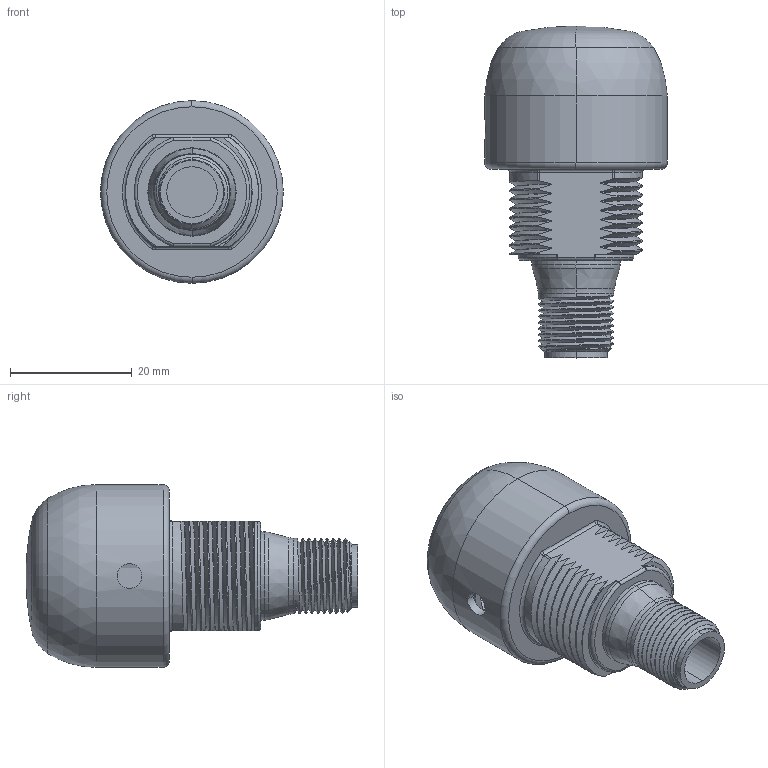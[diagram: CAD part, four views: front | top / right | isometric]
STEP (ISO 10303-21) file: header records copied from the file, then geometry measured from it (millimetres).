
FILE_DESCRIPTION((''),'2;1');
FILE_NAME('171611_ASM','2018-11-20T',('pdmadmin'),('BANNER ENGINEERING'),'CREO PARAMETRIC BY PTC INC, 2016260','CREO PARAMETRIC BY PTC INC, 2016260','');
FILE_SCHEMA(('CONFIG_CONTROL_DESIGN'));
Length unit declared in the file: millimetre
Products named in the file (5): 133592; 128008_AF0; 08427_AF0; 168909; 171611_ASM
Assembly tree (4 placements, depth 2):
  171611_ASM
    133592
    128008_AF0
    08427_AF0
    168909
Bounding box: 30 x 54.5 x 30 mm (x, y, z)
Volume: 10172.2 mm3; surface area: 11383.2 mm2
Topology: 4 solids, 4 shells, 419 faces, 1061 edges, 668 vertices
Faces by surface type: cylinder 141, bspline 107, plane 92, torus 32, cone 30, sphere 17
Entity records: 28487 total; most frequent: CARTESIAN_POINT 19115, ORIENTED_EDGE 2118, DIRECTION 1678, EDGE_CURVE 1059, AXIS2_PLACEMENT_3D 696, VERTEX_POINT 668, EDGE_LOOP 449, FACE_OUTER_BOUND 419
